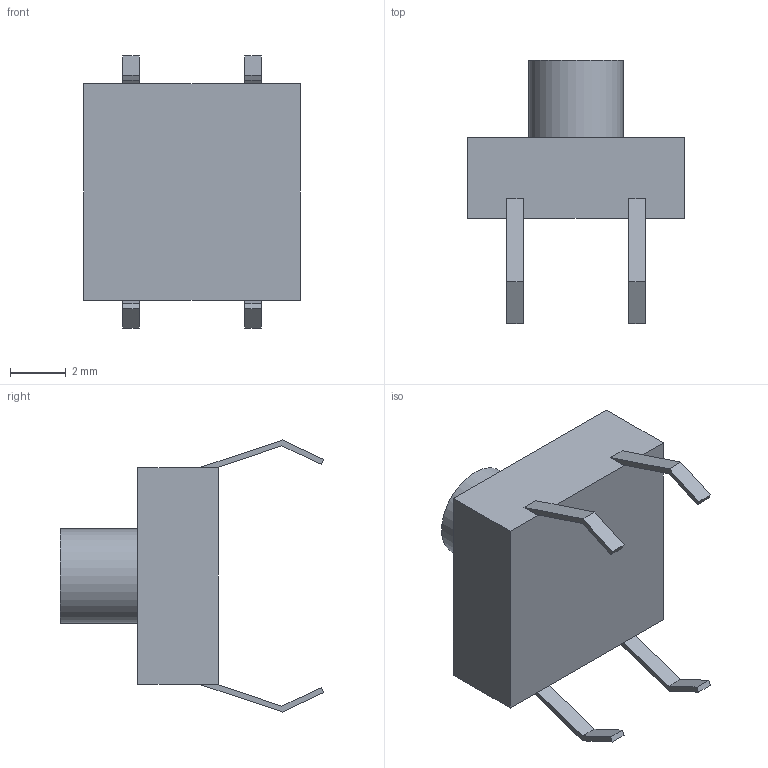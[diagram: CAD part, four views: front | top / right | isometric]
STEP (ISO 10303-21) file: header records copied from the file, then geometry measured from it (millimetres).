
FILE_DESCRIPTION(/* description */ (''),/* implementation_level */ '2;1');
FILE_NAME(/* name */ '7.8mm button v2.step',/* time_stamp */ '2025-06-30T10:10:23+02:00',/* author */ (''),/* organization */ (''),/* preprocessor_version */ 'ST-DEVELOPER v20.1',/* originating_system */ 'Autodesk Translation Framework v14.10.0.0',/* authorisation */ '');
FILE_SCHEMA (('AUTOMOTIVE_DESIGN { 1 0 10303 214 3 1 1 }'));
Length unit declared in the file: millimetre
Products named in the file (3): 7.8mm button; Base; Button
Assembly tree (2 placements, depth 2):
  7.8mm button
    Base
    Button
Bounding box: 7.8 x 9.5 x 9.8 mm (x, y, z)
Volume: 188.6 mm3; surface area: 305.2 mm2
Topology: 2 solids, 2 shells, 39 faces, 90 edges, 60 vertices
Faces by surface type: plane 37, cylinder 2
Full cylindrical faces by diameter (mm): 3.4 x1, 3.5 x1
Entity records: 1193 total; most frequent: CARTESIAN_POINT 194, DIRECTION 182, ORIENTED_EDGE 180, EDGE_CURVE 90, LINE 86, VECTOR 86, VERTEX_POINT 60, AXIS2_PLACEMENT_3D 48
